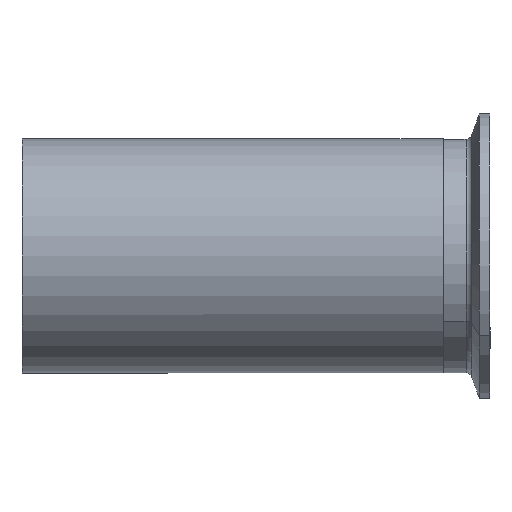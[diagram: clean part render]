
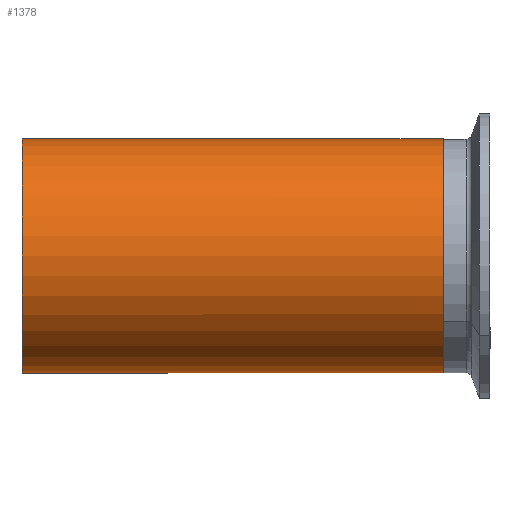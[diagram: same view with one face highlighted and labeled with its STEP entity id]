
A CAD part, front view. The second image highlights one B-rep face of the part: STEP entity #1378.
In plain terms, the highlighted cylindrical face has radius 31.75 mm (diameter 63.5 mm), a partial arc.
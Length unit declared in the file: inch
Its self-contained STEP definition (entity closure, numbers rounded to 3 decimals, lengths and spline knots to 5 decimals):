
#8 = DIRECTION ( 'NONE',  ( 0., 0., -1. ) ) ;
#13 = DIRECTION ( 'NONE',  ( 0., 0., 1. ) ) ;
#22 = EDGE_CURVE ( 'NONE', #857, #211, #273, .T. ) ;
#42 = CARTESIAN_POINT ( 'NONE',  ( 1.37402, 0., 1.25 ) ) ;
#129 = DIRECTION ( 'NONE',  ( -1., 0., 0. ) ) ;
#138 = ORIENTED_EDGE ( 'NONE', *, *, #1451, .F. ) ;
#209 = CARTESIAN_POINT ( 'NONE',  ( -3.12598, 0., -1.25 ) ) ;
#211 = VERTEX_POINT ( 'NONE', #541 ) ;
#214 = DIRECTION ( 'NONE',  ( -1., 0., 0. ) ) ;
#273 = LINE ( 'NONE', #42, #1228 ) ;
#310 = VERTEX_POINT ( 'NONE', #863 ) ;
#394 = EDGE_CURVE ( 'NONE', #1574, #1329, #1044, .T. ) ;
#437 = CARTESIAN_POINT ( 'NONE',  ( 1.37402, 0., 1.25 ) ) ;
#441 = ORIENTED_EDGE ( 'NONE', *, *, #959, .F. ) ;
#465 = CARTESIAN_POINT ( 'NONE',  ( 1.37402, 0., 0. ) ) ;
#485 = CARTESIAN_POINT ( 'NONE',  ( 1.37402, 0., -1.25 ) ) ;
#541 = CARTESIAN_POINT ( 'NONE',  ( 0., 0., 1.25 ) ) ;
#544 = AXIS2_PLACEMENT_3D ( 'NONE', #635, #748, #13 ) ;
#558 = EDGE_CURVE ( 'NONE', #857, #310, #584, .T. ) ;
#584 = CIRCLE ( 'NONE', #944, 1.25 ) ;
#635 = CARTESIAN_POINT ( 'NONE',  ( -3.12598, 0., 0. ) ) ;
#638 = CARTESIAN_POINT ( 'NONE',  ( 1.37402, 0., 1.25 ) ) ;
#748 = DIRECTION ( 'NONE',  ( -1., 0., 0. ) ) ;
#759 = DIRECTION ( 'NONE',  ( 1., 0., 0. ) ) ;
#765 = LINE ( 'NONE', #638, #1584 ) ;
#857 = VERTEX_POINT ( 'NONE', #437 ) ;
#863 = CARTESIAN_POINT ( 'NONE',  ( 1.37402, 0., -1.25 ) ) ;
#907 = FACE_OUTER_BOUND ( 'NONE', #922, .T. ) ;
#912 = ORIENTED_EDGE ( 'NONE', *, *, #558, .F. ) ;
#922 = EDGE_LOOP ( 'NONE', ( #138, #912, #1037, #1513, #441, #1467 ) ) ;
#944 = AXIS2_PLACEMENT_3D ( 'NONE', #1528, #759, #8 ) ;
#950 = VECTOR ( 'NONE', #1502, 39.37008 ) ;
#959 = EDGE_CURVE ( 'NONE', #1329, #962, #1434, .T. ) ;
#962 = VERTEX_POINT ( 'NONE', #1322 ) ;
#989 = CYLINDRICAL_SURFACE ( 'NONE', #1414, 1.25 ) ;
#1037 = ORIENTED_EDGE ( 'NONE', *, *, #22, .T. ) ;
#1044 = LINE ( 'NONE', #485, #1357 ) ;
#1228 = VECTOR ( 'NONE', #1285, 39.37008 ) ;
#1232 = CARTESIAN_POINT ( 'NONE',  ( 1.37402, 0., -1.25 ) ) ;
#1237 = LINE ( 'NONE', #1232, #950 ) ;
#1239 = DIRECTION ( 'NONE',  ( 0., 0., 1. ) ) ;
#1252 = DIRECTION ( 'NONE',  ( -1., 0., 0. ) ) ;
#1285 = DIRECTION ( 'NONE',  ( -1., 0., 0. ) ) ;
#1322 = CARTESIAN_POINT ( 'NONE',  ( -3.12598, 0., 1.25 ) ) ;
#1329 = VERTEX_POINT ( 'NONE', #209 ) ;
#1357 = VECTOR ( 'NONE', #1252, 39.37008 ) ;
#1378 = ADVANCED_FACE ( 'NONE', ( #907 ), #989, .T. ) ;
#1414 = AXIS2_PLACEMENT_3D ( 'NONE', #465, #214, #1239 ) ;
#1434 = CIRCLE ( 'NONE', #544, 1.25 ) ;
#1451 = EDGE_CURVE ( 'NONE', #310, #1574, #1237, .T. ) ;
#1467 = ORIENTED_EDGE ( 'NONE', *, *, #394, .F. ) ;
#1479 = CARTESIAN_POINT ( 'NONE',  ( 0., 0., -1.25 ) ) ;
#1483 = EDGE_CURVE ( 'NONE', #211, #962, #765, .T. ) ;
#1502 = DIRECTION ( 'NONE',  ( -1., 0., 0. ) ) ;
#1513 = ORIENTED_EDGE ( 'NONE', *, *, #1483, .T. ) ;
#1528 = CARTESIAN_POINT ( 'NONE',  ( 1.37402, 0., 0. ) ) ;
#1574 = VERTEX_POINT ( 'NONE', #1479 ) ;
#1584 = VECTOR ( 'NONE', #129, 39.37008 ) ;
